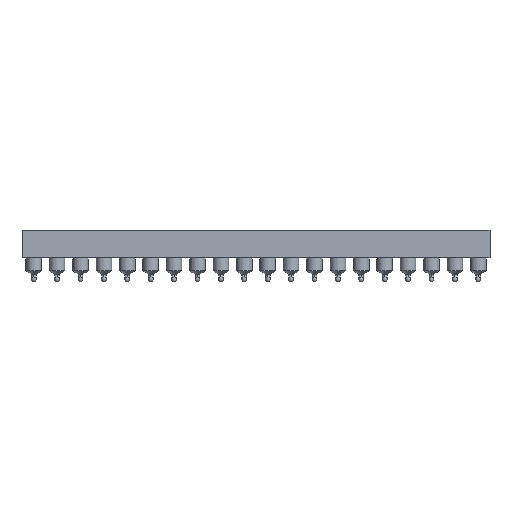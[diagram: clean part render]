
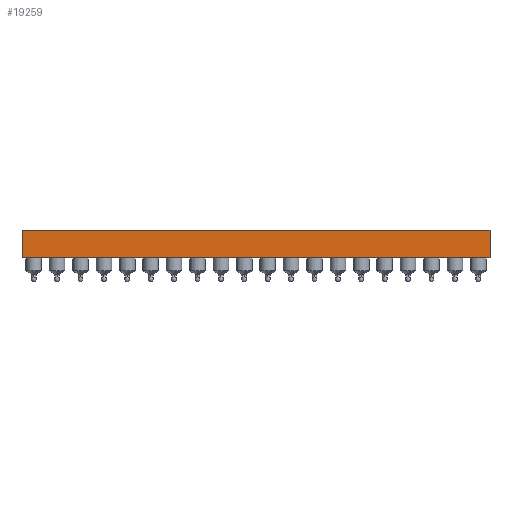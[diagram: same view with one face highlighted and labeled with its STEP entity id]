
A CAD part, front view. The second image highlights one B-rep face of the part: STEP entity #19259.
In plain terms, the highlighted planar face has unit normal (0, -1, 0).
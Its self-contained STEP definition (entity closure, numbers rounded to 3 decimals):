
#167 = CARTESIAN_POINT ( 'NONE',  ( 0., -8.89, 0. ) ) ;
#2175 = VERTEX_POINT ( 'NONE', #19571 ) ;
#2743 = EDGE_CURVE ( 'NONE', #36043, #2175, #35904, .T. ) ;
#2852 = PLANE ( 'NONE',  #4143 ) ;
#3229 = FACE_OUTER_BOUND ( 'NONE', #34021, .T. ) ;
#3394 = EDGE_CURVE ( 'NONE', #36043, #32763, #32893, .T. ) ;
#4143 = AXIS2_PLACEMENT_3D ( 'NONE', #167, #20261, #13952 ) ;
#4919 = CARTESIAN_POINT ( 'NONE',  ( 0., -8.89, 0. ) ) ;
#7623 = CARTESIAN_POINT ( 'NONE',  ( 0., -8.89, 0. ) ) ;
#8666 = EDGE_CURVE ( 'NONE', #2175, #25880, #33762, .T. ) ;
#8952 = CARTESIAN_POINT ( 'NONE',  ( 50.8, -8.89, -3. ) ) ;
#10992 = VECTOR ( 'NONE', #22755, 1000. ) ;
#12894 = DIRECTION ( 'NONE',  ( -1., 0., 0. ) ) ;
#13952 = DIRECTION ( 'NONE',  ( 1., 0., 0. ) ) ;
#14165 = ORIENTED_EDGE ( 'NONE', *, *, #2743, .T. ) ;
#15129 = EDGE_CURVE ( 'NONE', #25880, #32763, #36367, .T. ) ;
#15984 = ORIENTED_EDGE ( 'NONE', *, *, #8666, .T. ) ;
#19141 = CARTESIAN_POINT ( 'NONE',  ( 25.4, -8.89, -3. ) ) ;
#19224 = CARTESIAN_POINT ( 'NONE',  ( 50.8, -8.89, 0. ) ) ;
#19259 = ADVANCED_FACE ( 'NONE', ( #3229 ), #2852, .T. ) ;
#19571 = CARTESIAN_POINT ( 'NONE',  ( 0., -8.89, 0. ) ) ;
#20252 = VECTOR ( 'NONE', #22281, 1000. ) ;
#20261 = DIRECTION ( 'NONE',  ( 0., -1., 0. ) ) ;
#22281 = DIRECTION ( 'NONE',  ( 1., 0., 0. ) ) ;
#22328 = DIRECTION ( 'NONE',  ( 0., 0., -1. ) ) ;
#22755 = DIRECTION ( 'NONE',  ( 0., 0., -1. ) ) ;
#23399 = VECTOR ( 'NONE', #12894, 1000. ) ;
#25880 = VERTEX_POINT ( 'NONE', #27931 ) ;
#27931 = CARTESIAN_POINT ( 'NONE',  ( 0., -8.89, -3. ) ) ;
#29398 = ORIENTED_EDGE ( 'NONE', *, *, #15129, .T. ) ;
#30214 = CARTESIAN_POINT ( 'NONE',  ( 50.8, -8.89, 0. ) ) ;
#32763 = VERTEX_POINT ( 'NONE', #8952 ) ;
#32879 = VECTOR ( 'NONE', #22328, 1000. ) ;
#32893 = LINE ( 'NONE', #19224, #10992 ) ;
#33762 = LINE ( 'NONE', #4919, #32879 ) ;
#34021 = EDGE_LOOP ( 'NONE', ( #14165, #15984, #29398, #35581 ) ) ;
#35581 = ORIENTED_EDGE ( 'NONE', *, *, #3394, .F. ) ;
#35904 = LINE ( 'NONE', #7623, #23399 ) ;
#36043 = VERTEX_POINT ( 'NONE', #30214 ) ;
#36367 = LINE ( 'NONE', #19141, #20252 ) ;
